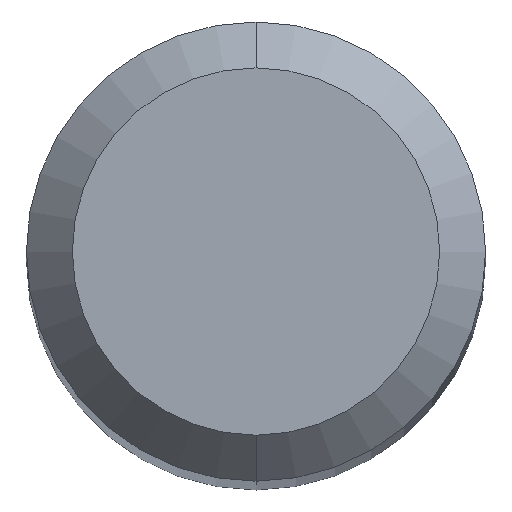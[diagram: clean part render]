
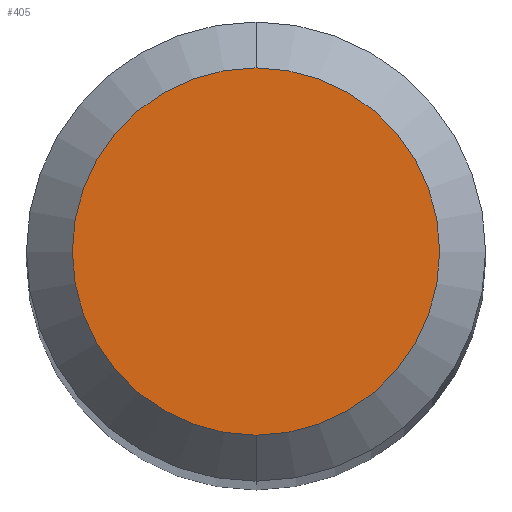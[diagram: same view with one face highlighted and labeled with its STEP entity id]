
A CAD part, top view. The second image highlights one B-rep face of the part: STEP entity #405.
In plain terms, the highlighted planar face has unit normal (0, 0, 1).
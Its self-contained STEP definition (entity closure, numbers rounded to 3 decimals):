
#197=VERTEX_POINT('',#506);
#285=EDGE_CURVE('',#305,#197,#602,.T.);
#305=VERTEX_POINT('',#624);
#403=EDGE_CURVE('',#197,#305,#731,.T.);
#405=ADVANCED_FACE('',(#733),#734,.T.);
#506=CARTESIAN_POINT('',(0.0,1.2,0.0));
#602=CIRCLE('',#1078,1.2);
#624=CARTESIAN_POINT('',(0.,-1.2,0.0));
#731=CIRCLE('',#1331,1.2);
#733=FACE_OUTER_BOUND('',#1333,.T.);
#734=PLANE('',#1334);
#1078=AXIS2_PLACEMENT_3D('',#1554,#1555,#1556);
#1331=AXIS2_PLACEMENT_3D('',#1705,#1706,#1707);
#1333=EDGE_LOOP('',(#1709,#1710));
#1334=AXIS2_PLACEMENT_3D('',#1711,#1712,#1713);
#1554=CARTESIAN_POINT('',(0.0,0.0,0.0));
#1555=DIRECTION('',(0.0,0.0,-1.0));
#1556=DIRECTION('',(0.0,1.0,0.0));
#1705=CARTESIAN_POINT('',(0.0,0.0,0.0));
#1706=DIRECTION('',(0.0,0.0,-1.0));
#1707=DIRECTION('',(0.0,1.0,0.0));
#1709=ORIENTED_EDGE('',*,*,#403,.F.);
#1710=ORIENTED_EDGE('',*,*,#285,.F.);
#1711=CARTESIAN_POINT('',(0.0,0.6,0.0));
#1712=DIRECTION('',(-0.0,0.0,1.0));
#1713=DIRECTION('',(0.0,-1.0,0.0));
